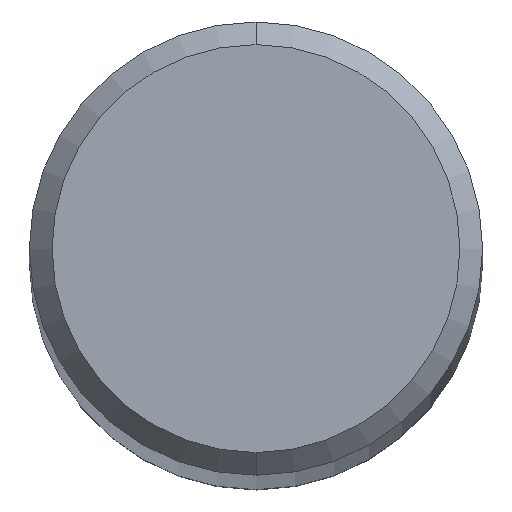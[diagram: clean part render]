
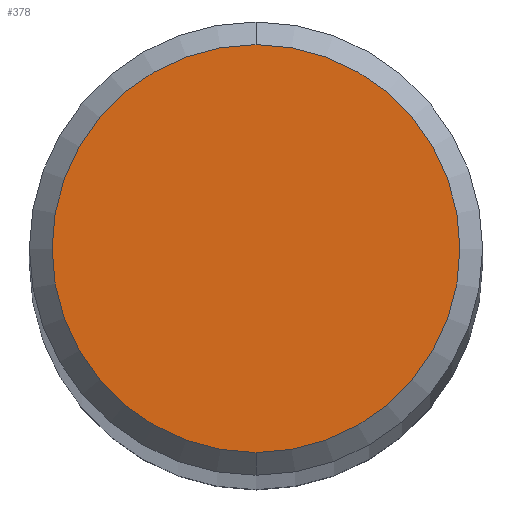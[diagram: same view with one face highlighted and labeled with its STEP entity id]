
A CAD part, top view. The second image highlights one B-rep face of the part: STEP entity #378.
In plain terms, the highlighted planar face has unit normal (0, 0, 1).
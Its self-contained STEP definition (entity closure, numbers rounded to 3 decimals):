
#202=VERTEX_POINT('',#472);
#208=VERTEX_POINT('',#478);
#294=EDGE_CURVE('',#202,#208,#578,.T.);
#304=EDGE_CURVE('',#208,#202,#588,.T.);
#378=ADVANCED_FACE('',(#666),#667,.T.);
#472=CARTESIAN_POINT('',(0.,-3.6,0.0));
#478=CARTESIAN_POINT('',(0.0,3.6,0.0));
#578=CIRCLE('',#963,3.6);
#588=CIRCLE('',#1018,3.6);
#666=FACE_OUTER_BOUND('',#1204,.T.);
#667=PLANE('',#1205);
#963=AXIS2_PLACEMENT_3D('',#1489,#1490,#1491);
#1018=AXIS2_PLACEMENT_3D('',#1496,#1497,#1498);
#1204=EDGE_LOOP('',(#1558,#1559));
#1205=AXIS2_PLACEMENT_3D('',#1560,#1561,#1562);
#1489=CARTESIAN_POINT('',(0.0,0.0,0.0));
#1490=DIRECTION('',(0.0,0.0,-1.0));
#1491=DIRECTION('',(0.0,1.0,0.0));
#1496=CARTESIAN_POINT('',(0.0,0.0,0.0));
#1497=DIRECTION('',(0.0,0.0,-1.0));
#1498=DIRECTION('',(0.0,1.0,0.0));
#1558=ORIENTED_EDGE('',*,*,#304,.F.);
#1559=ORIENTED_EDGE('',*,*,#294,.F.);
#1560=CARTESIAN_POINT('',(0.0,1.8,0.0));
#1561=DIRECTION('',(-0.0,0.0,1.0));
#1562=DIRECTION('',(0.0,-1.0,0.0));
